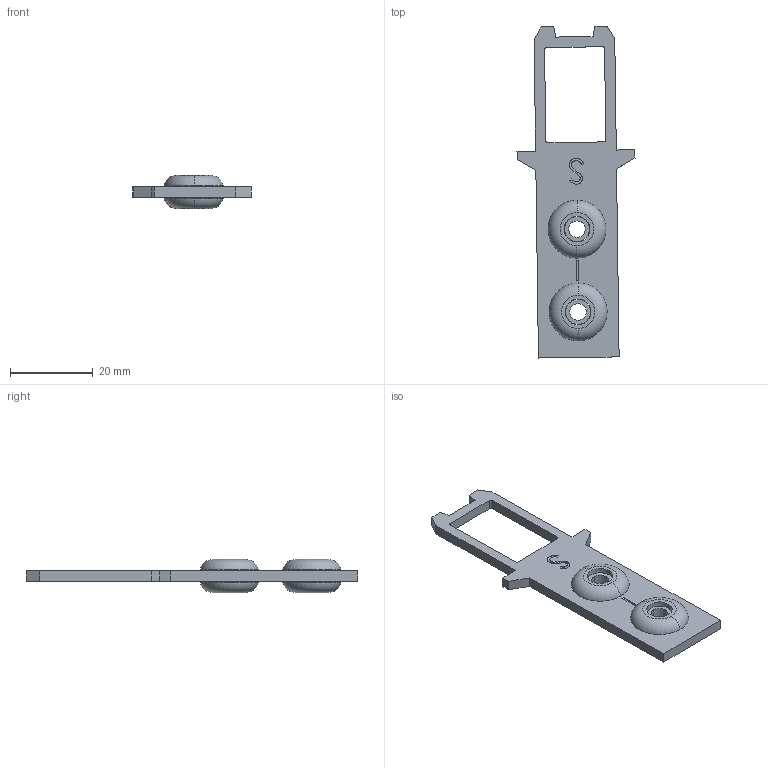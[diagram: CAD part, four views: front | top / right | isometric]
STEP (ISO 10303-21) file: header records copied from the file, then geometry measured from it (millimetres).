
FILE_DESCRIPTION((''),'2;1');
FILE_NAME('EUCHNER_095_738_6M44JDFCH1E3IXQ_ASM','2011-11-04T',('dhelisch'),(''),'PRO/ENGINEER BY PARAMETRIC TECHNOLOGY CORPORATION, 2007250','PRO/ENGINEER BY PARAMETRIC TECHNOLOGY CORPORATION, 2007250','');
FILE_SCHEMA(('CONFIG_CONTROL_DESIGN'));
Length unit declared in the file: millimetre
Products named in the file (4): 1; 2; 3; EUCHNER_095_738_6M44JDFCH1E3IXQ_ASM
Assembly tree (3 placements, depth 2):
  EUCHNER_095_738_6M44JDFCH1E3IXQ_ASM
    1
    2
    3
Bounding box: 28.52 x 80.23 x 8 mm (x, y, z)
Volume: 4130.7 mm3; surface area: 4375.2 mm2
Topology: 3 solids, 3 shells, 109 faces, 292 edges, 200 vertices
Faces by surface type: plane 47, extrusion 30, cylinder 24, torus 8
Entity records: 5500 total; most frequent: CARTESIAN_POINT 1714, ORIENTED_EDGE 584, DIRECTION 522, PRESENTATION_STYLE_ASSIGNMENT 295, STYLED_ITEM 295, CURVE_STYLE 292, EDGE_CURVE 292, VERTEX_POINT 200
